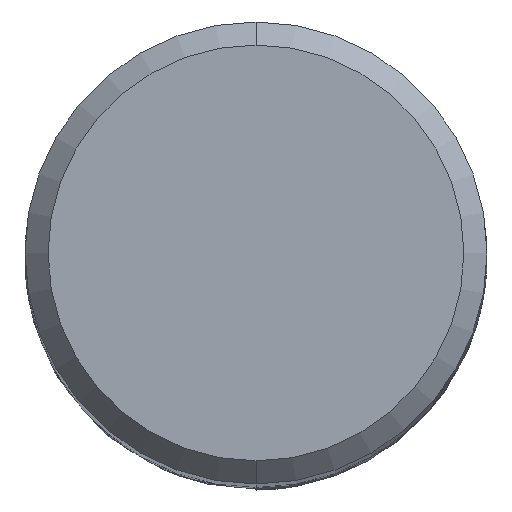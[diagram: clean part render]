
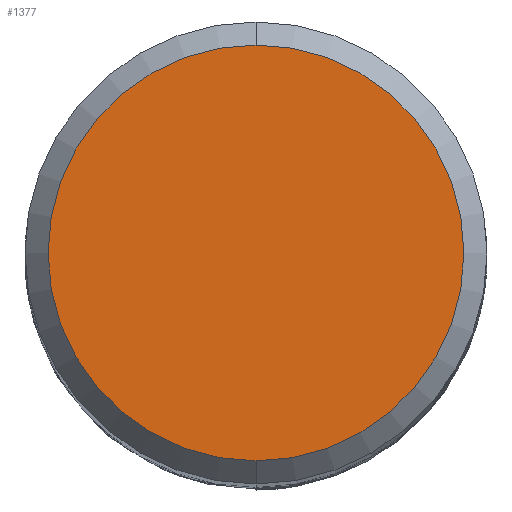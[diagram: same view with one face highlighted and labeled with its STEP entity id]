
A CAD part, top view. The second image highlights one B-rep face of the part: STEP entity #1377.
In plain terms, the highlighted planar face has unit normal (0, 0, 1).
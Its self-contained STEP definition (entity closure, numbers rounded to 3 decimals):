
#679=EDGE_CURVE('',#1169,#757,#1679,.T.);
#757=VERTEX_POINT('',#1764);
#1089=EDGE_CURVE('',#757,#1169,#2133,.T.);
#1169=VERTEX_POINT('',#2217);
#1377=ADVANCED_FACE('',(#2439),#2440,.T.);
#1679=CIRCLE('',#4149,4.5);
#1764=CARTESIAN_POINT('',(0.,-4.5,0.0));
#2133=CIRCLE('',#6553,4.5);
#2217=CARTESIAN_POINT('',(0.0,4.5,0.0));
#2439=FACE_OUTER_BOUND('',#7987,.T.);
#2440=PLANE('',#7988);
#4149=AXIS2_PLACEMENT_3D('',#8972,#8973,#8974);
#6553=AXIS2_PLACEMENT_3D('',#9563,#9564,#9565);
#7987=EDGE_LOOP('',(#9820,#9821));
#7988=AXIS2_PLACEMENT_3D('',#9822,#9823,#9824);
#8972=CARTESIAN_POINT('',(0.0,0.0,0.0));
#8973=DIRECTION('',(0.0,0.0,-1.0));
#8974=DIRECTION('',(0.0,1.0,0.0));
#9563=CARTESIAN_POINT('',(0.0,0.0,0.0));
#9564=DIRECTION('',(0.0,0.0,-1.0));
#9565=DIRECTION('',(0.0,1.0,0.0));
#9820=ORIENTED_EDGE('',*,*,#679,.F.);
#9821=ORIENTED_EDGE('',*,*,#1089,.F.);
#9822=CARTESIAN_POINT('',(0.0,2.25,0.0));
#9823=DIRECTION('',(-0.0,0.0,1.0));
#9824=DIRECTION('',(0.0,-1.0,0.0));
